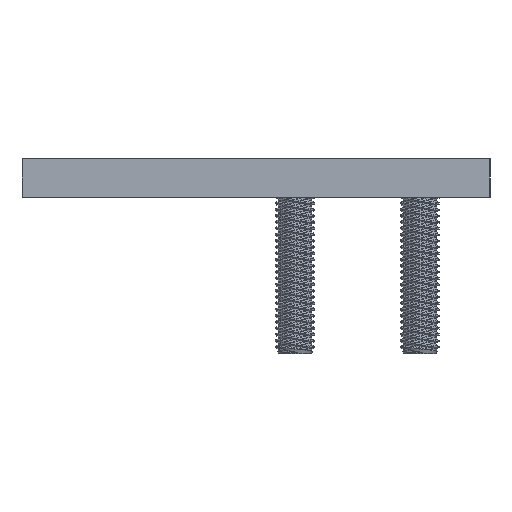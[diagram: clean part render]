
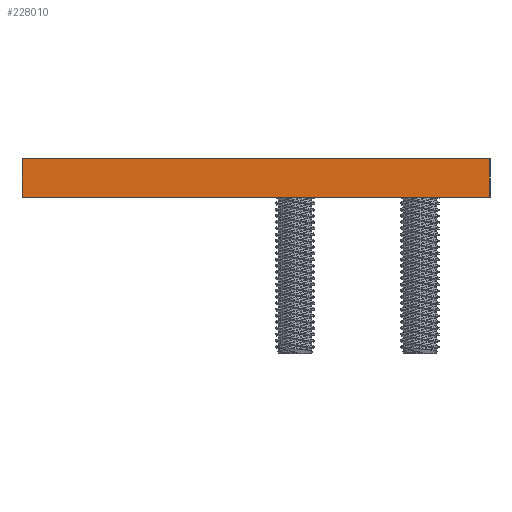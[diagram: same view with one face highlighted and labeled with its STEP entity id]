
A CAD part, left-side view. The second image highlights one B-rep face of the part: STEP entity #228010.
In plain terms, the highlighted planar face has unit normal (-1, 0, 0).
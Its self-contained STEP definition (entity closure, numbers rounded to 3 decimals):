
#3230=CARTESIAN_POINT('',(6.518,65.146,0.));
#3240=DIRECTION('',(0.,1.,0.));
#3250=VECTOR('',#3240,1.);
#3260=LINE('',#3230,#3250);
#3270=CARTESIAN_POINT('',(6.518,5.146,0.));
#3280=VERTEX_POINT('',#3270);
#3290=CARTESIAN_POINT('',(6.518,65.146,0.));
#3300=VERTEX_POINT('',#3290);
#3310=EDGE_CURVE('',#3280,#3300,#3260,.T.);
#207310=CARTESIAN_POINT('',(6.518,5.146,-5.));
#207320=VERTEX_POINT('',#207310);
#207490=CARTESIAN_POINT('',(6.518,65.146,-5.));
#207500=VERTEX_POINT('',#207490);
#207530=CARTESIAN_POINT('',(6.518,65.146,-5.));
#207540=DIRECTION('',(0.,1.,0.));
#207550=VECTOR('',#207540,1.);
#207560=LINE('',#207530,#207550);
#207570=EDGE_CURVE('',#207320,#207500,#207560,.T.);
#227750=CARTESIAN_POINT('',(6.518,5.146,0.));
#227760=DIRECTION('',(0.,0.,-1.));
#227770=VECTOR('',#227760,1.);
#227780=LINE('',#227750,#227770);
#227790=EDGE_CURVE('',#3280,#207320,#227780,.T.);
#227850=CARTESIAN_POINT('',(6.518,65.146,0.));
#227860=DIRECTION('',(-1.,0.,0.));
#227870=DIRECTION('',(0.,1.,0.));
#227880=AXIS2_PLACEMENT_3D('',#227850,#227860,#227870);
#227890=PLANE('',#227880);
#227900=ORIENTED_EDGE('',*,*,#227790,.F.);
#227910=ORIENTED_EDGE('',*,*,#207570,.F.);
#227920=CARTESIAN_POINT('',(6.518,65.146,0.));
#227930=DIRECTION('',(0.,0.,-1.));
#227940=VECTOR('',#227930,1.);
#227950=LINE('',#227920,#227940);
#227960=EDGE_CURVE('',#3300,#207500,#227950,.T.);
#227970=ORIENTED_EDGE('',*,*,#227960,.T.);
#227980=ORIENTED_EDGE('',*,*,#3310,.T.);
#227990=EDGE_LOOP('',(#227980,#227970,#227910,#227900));
#228000=FACE_OUTER_BOUND('',#227990,.T.);
#228010=ADVANCED_FACE('',(#228000),#227890,.T.);
